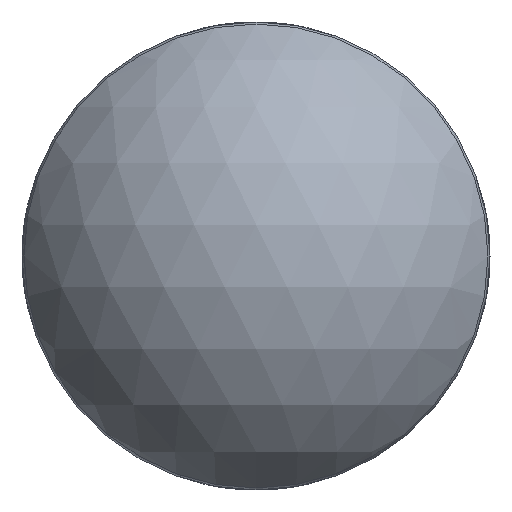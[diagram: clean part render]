
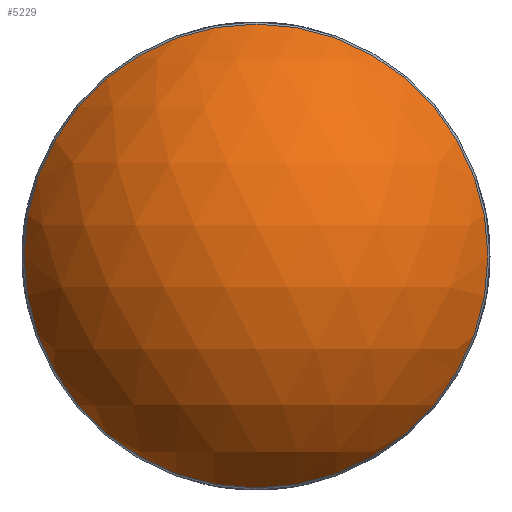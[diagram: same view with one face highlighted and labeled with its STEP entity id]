
A CAD part, left-side view. The second image highlights one B-rep face of the part: STEP entity #5229.
In plain terms, the highlighted spherical face has radius 15 mm.
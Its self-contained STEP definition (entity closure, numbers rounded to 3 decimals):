
#247=SPHERICAL_SURFACE('',#5418,15.);
#1059=FACE_OUTER_BOUND('',#1389,.T.);
#1389=EDGE_LOOP('',(#4863));
#2006=CIRCLE('',#5419,13.232);
#2528=VERTEX_POINT('',#13401);
#3311=EDGE_CURVE('',#2528,#2528,#2006,.T.);
#4863=ORIENTED_EDGE('',*,*,#3311,.F.);
#5229=ADVANCED_FACE('',(#1059),#247,.T.);
#5418=AXIS2_PLACEMENT_3D('',#13400,#5991,#5992);
#5419=AXIS2_PLACEMENT_3D('',#13402,#5993,#5994);
#5991=DIRECTION('center_axis',(0.,0.,
1.));
#5992=DIRECTION('ref_axis',(-1.,-0.001,0.));
#5993=DIRECTION('center_axis',(1.,0.,0.));
#5994=DIRECTION('ref_axis',(0.,0.,-1.));
#13400=CARTESIAN_POINT('Origin',(-8.5,0.,0.));
#13401=CARTESIAN_POINT('',(-15.565,0.,13.232));
#13402=CARTESIAN_POINT('Origin',(-15.565,0.,0.));
